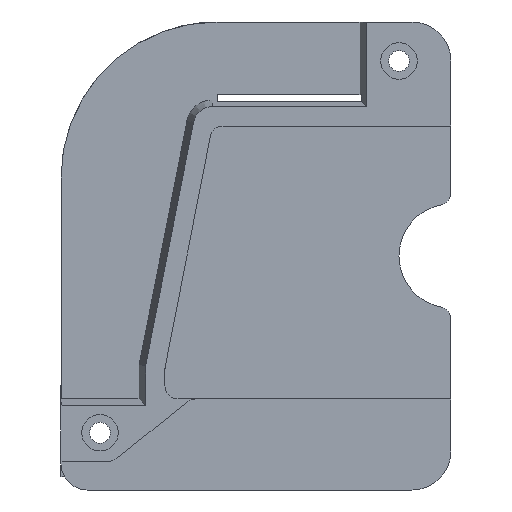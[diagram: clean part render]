
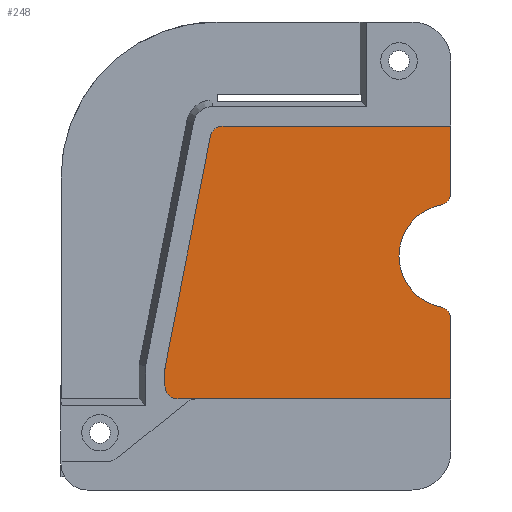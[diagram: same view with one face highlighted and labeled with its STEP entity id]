
A CAD part, left-side view. The second image highlights one B-rep face of the part: STEP entity #248.
In plain terms, the highlighted planar face has unit normal (-1, 0, 0).
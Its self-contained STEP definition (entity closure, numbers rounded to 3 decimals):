
#6 = VERTEX_POINT ( 'NONE', #1514 ) ;
#94 = DIRECTION ( 'NONE',  ( 0., 0., 1. ) ) ;
#103 = DIRECTION ( 'NONE',  ( 0., 0., -1. ) ) ;
#122 = CIRCLE ( 'NONE', #1172, 5. ) ;
#125 = CARTESIAN_POINT ( 'NONE',  ( 9., -70., -24.495 ) ) ;
#134 = VERTEX_POINT ( 'NONE', #3180 ) ;
#156 = VERTEX_POINT ( 'NONE', #3525 ) ;
#248 = ADVANCED_FACE ( 'NONE', ( #1264 ), #2643, .F. ) ;
#291 = DIRECTION ( 'NONE',  ( -1., 0., 0. ) ) ;
#408 = EDGE_CURVE ( 'NONE', #134, #1656, #2488, .T. ) ;
#444 = CARTESIAN_POINT ( 'NONE',  ( 9., 12.656, 45. ) ) ;
#454 = DIRECTION ( 'NONE',  ( 0., 0., 1. ) ) ;
#455 = ORIENTED_EDGE ( 'NONE', *, *, #2048, .T. ) ;
#496 = CARTESIAN_POINT ( 'NONE',  ( 9., -75., 0. ) ) ;
#551 = VERTEX_POINT ( 'NONE', #3510 ) ;
#589 = VERTEX_POINT ( 'NONE', #1621 ) ;
#684 = CARTESIAN_POINT ( 'NONE',  ( 9., 34.907, -42.495 ) ) ;
#733 = AXIS2_PLACEMENT_3D ( 'NONE', #3532, #1693, #3186 ) ;
#751 = ORIENTED_EDGE ( 'NONE', *, *, #1281, .T. ) ;
#776 = ORIENTED_EDGE ( 'NONE', *, *, #1664, .T. ) ;
#797 = DIRECTION ( 'NONE',  ( 0., 0., 1. ) ) ;
#1013 = EDGE_CURVE ( 'NONE', #1803, #3895, #2060, .T. ) ;
#1112 = CARTESIAN_POINT ( 'NONE',  ( 9., -70., 24.495 ) ) ;
#1172 = AXIS2_PLACEMENT_3D ( 'NONE', #444, #3835, #94 ) ;
#1264 = FACE_OUTER_BOUND ( 'NONE', #2675, .T. ) ;
#1281 = EDGE_CURVE ( 'NONE', #156, #1803, #3302, .T. ) ;
#1294 = VECTOR ( 'NONE', #2837, 1000. ) ;
#1377 = CARTESIAN_POINT ( 'NONE',  ( 9., -75., -55. ) ) ;
#1443 = DIRECTION ( 'NONE',  ( 1., 0., 0. ) ) ;
#1496 = CARTESIAN_POINT ( 'NONE',  ( 9., -75., 50. ) ) ;
#1514 = CARTESIAN_POINT ( 'NONE',  ( 9., -71., -19.596 ) ) ;
#1536 = ORIENTED_EDGE ( 'NONE', *, *, #408, .T. ) ;
#1621 = CARTESIAN_POINT ( 'NONE',  ( 9., -71., 19.596 ) ) ;
#1656 = VERTEX_POINT ( 'NONE', #1377 ) ;
#1664 = EDGE_CURVE ( 'NONE', #589, #156, #3905, .T. ) ;
#1685 = DIRECTION ( 'NONE',  ( 0., 0.192, -0.981 ) ) ;
#1693 = DIRECTION ( 'NONE',  ( -1., 0., 0. ) ) ;
#1695 = DIRECTION ( 'NONE',  ( -1., 0., 0. ) ) ;
#1706 = LINE ( 'NONE', #2940, #3242 ) ;
#1732 = DIRECTION ( 'NONE',  ( 1., 0., 0. ) ) ;
#1803 = VERTEX_POINT ( 'NONE', #1496 ) ;
#1807 = CIRCLE ( 'NONE', #3998, 5. ) ;
#1881 = CIRCLE ( 'NONE', #2173, 5. ) ;
#1892 = CARTESIAN_POINT ( 'NONE',  ( 9., -40., 50. ) ) ;
#1895 = AXIS2_PLACEMENT_3D ( 'NONE', #1112, #1732, #3615 ) ;
#1917 = VECTOR ( 'NONE', #2114, 1000. ) ;
#1925 = CARTESIAN_POINT ( 'NONE',  ( 9., -75., -24.495 ) ) ;
#1956 = DIRECTION ( 'NONE',  ( -1., 0., 0. ) ) ;
#2048 = EDGE_CURVE ( 'NONE', #3895, #3464, #122, .T. ) ;
#2060 = LINE ( 'NONE', #1892, #1294 ) ;
#2094 = AXIS2_PLACEMENT_3D ( 'NONE', #496, #1443, #3638 ) ;
#2114 = DIRECTION ( 'NONE',  ( 0., 0., 1. ) ) ;
#2128 = EDGE_CURVE ( 'NONE', #3694, #3829, #2814, .T. ) ;
#2173 = AXIS2_PLACEMENT_3D ( 'NONE', #125, #1956, #103 ) ;
#2197 = AXIS2_PLACEMENT_3D ( 'NONE', #2711, #291, #2692 ) ;
#2247 = ORIENTED_EDGE ( 'NONE', *, *, #2128, .T. ) ;
#2319 = CARTESIAN_POINT ( 'NONE',  ( 9., -75., -24.495 ) ) ;
#2351 = CARTESIAN_POINT ( 'NONE',  ( 9., 12.656, 50. ) ) ;
#2448 = DIRECTION ( 'NONE',  ( 0., -1., 0. ) ) ;
#2487 = LINE ( 'NONE', #2319, #2672 ) ;
#2488 = LINE ( 'NONE', #2784, #4009 ) ;
#2508 = ORIENTED_EDGE ( 'NONE', *, *, #3153, .T. ) ;
#2604 = VECTOR ( 'NONE', #3801, 1000. ) ;
#2643 = PLANE ( 'NONE',  #1895 ) ;
#2647 = ORIENTED_EDGE ( 'NONE', *, *, #3415, .T. ) ;
#2672 = VECTOR ( 'NONE', #797, 1000. ) ;
#2675 = EDGE_LOOP ( 'NONE', ( #776, #751, #3810, #455, #3794, #2247, #3026, #2647, #1536, #2857, #3563, #2508 ) ) ;
#2692 = DIRECTION ( 'NONE',  ( 0., 0., -1. ) ) ;
#2699 = EDGE_CURVE ( 'NONE', #1656, #3283, #2487, .T. ) ;
#2711 = CARTESIAN_POINT ( 'NONE',  ( 9., 30., -43.457 ) ) ;
#2784 = CARTESIAN_POINT ( 'NONE',  ( 9., 30., -55. ) ) ;
#2814 = CIRCLE ( 'NONE', #2197, 5. ) ;
#2837 = DIRECTION ( 'NONE',  ( 0., 1., 0. ) ) ;
#2857 = ORIENTED_EDGE ( 'NONE', *, *, #2699, .T. ) ;
#2873 = CARTESIAN_POINT ( 'NONE',  ( 9., 35., -50. ) ) ;
#2940 = CARTESIAN_POINT ( 'NONE',  ( 9., 17.562, 45.962 ) ) ;
#3026 = ORIENTED_EDGE ( 'NONE', *, *, #3782, .T. ) ;
#3153 = EDGE_CURVE ( 'NONE', #6, #589, #3947, .T. ) ;
#3177 = LINE ( 'NONE', #2873, #2604 ) ;
#3180 = CARTESIAN_POINT ( 'NONE',  ( 9., 30., -55. ) ) ;
#3186 = DIRECTION ( 'NONE',  ( 0., 0., -1. ) ) ;
#3219 = CARTESIAN_POINT ( 'NONE',  ( 9., 30., -50. ) ) ;
#3242 = VECTOR ( 'NONE', #1685, 1000. ) ;
#3283 = VERTEX_POINT ( 'NONE', #1925 ) ;
#3302 = LINE ( 'NONE', #3623, #1917 ) ;
#3415 = EDGE_CURVE ( 'NONE', #551, #134, #1807, .T. ) ;
#3424 = EDGE_CURVE ( 'NONE', #3464, #3694, #1706, .T. ) ;
#3464 = VERTEX_POINT ( 'NONE', #3534 ) ;
#3510 = CARTESIAN_POINT ( 'NONE',  ( 9., 35., -50. ) ) ;
#3525 = CARTESIAN_POINT ( 'NONE',  ( 9., -75., 24.495 ) ) ;
#3532 = CARTESIAN_POINT ( 'NONE',  ( 9., -70., 24.495 ) ) ;
#3534 = CARTESIAN_POINT ( 'NONE',  ( 9., 17.562, 45.962 ) ) ;
#3563 = ORIENTED_EDGE ( 'NONE', *, *, #3760, .T. ) ;
#3615 = DIRECTION ( 'NONE',  ( 0., 0., -1. ) ) ;
#3623 = CARTESIAN_POINT ( 'NONE',  ( 9., -75., 50. ) ) ;
#3638 = DIRECTION ( 'NONE',  ( 0., 0., -1. ) ) ;
#3694 = VERTEX_POINT ( 'NONE', #684 ) ;
#3760 = EDGE_CURVE ( 'NONE', #3283, #6, #1881, .T. ) ;
#3782 = EDGE_CURVE ( 'NONE', #3829, #551, #3177, .T. ) ;
#3794 = ORIENTED_EDGE ( 'NONE', *, *, #3424, .T. ) ;
#3801 = DIRECTION ( 'NONE',  ( 0., 0., -1. ) ) ;
#3810 = ORIENTED_EDGE ( 'NONE', *, *, #1013, .T. ) ;
#3829 = VERTEX_POINT ( 'NONE', #3833 ) ;
#3833 = CARTESIAN_POINT ( 'NONE',  ( 9., 35., -43.457 ) ) ;
#3835 = DIRECTION ( 'NONE',  ( -1., 0., 0. ) ) ;
#3895 = VERTEX_POINT ( 'NONE', #2351 ) ;
#3905 = CIRCLE ( 'NONE', #733, 5. ) ;
#3947 = CIRCLE ( 'NONE', #2094, 20. ) ;
#3998 = AXIS2_PLACEMENT_3D ( 'NONE', #3219, #1695, #454 ) ;
#4009 = VECTOR ( 'NONE', #2448, 1000. ) ;
